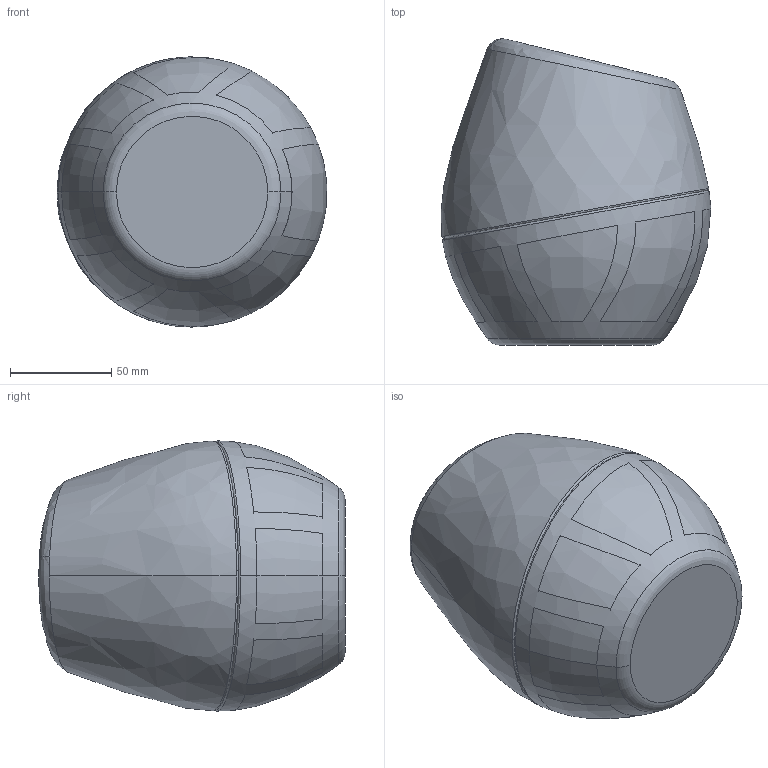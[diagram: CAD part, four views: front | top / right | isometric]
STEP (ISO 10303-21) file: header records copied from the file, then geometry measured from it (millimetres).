
FILE_DESCRIPTION (( 'STEP AP214' ), '1' );
FILE_NAME ('c1.STEP', '2018-02-07T13:37:56', ( '' ), ( '' ), 'SwSTEP 2.0', 'SolidWorks 2017', '' );
FILE_SCHEMA (( 'AUTOMOTIVE_DESIGN' ));
Length unit declared in the file: millimetre
Products named in the file (1): c1
Bounding box: 133.02 x 151.03 x 133.21 mm (x, y, z)
Volume: 128785.1 mm3; surface area: 138639.1 mm2
Topology: 11 solids, 11 shells, 113 faces, 277 edges, 184 vertices
Faces by surface type: bspline 71, plane 36, torus 6
Entity records: 8859 total; most frequent: CARTESIAN_POINT 6492, ORIENTED_EDGE 554, DIRECTION 284, EDGE_CURVE 277, VERTEX_POINT 184, B_SPLINE_CURVE_WITH_KNOTS 146, EDGE_LOOP 129, ADVANCED_FACE 113
